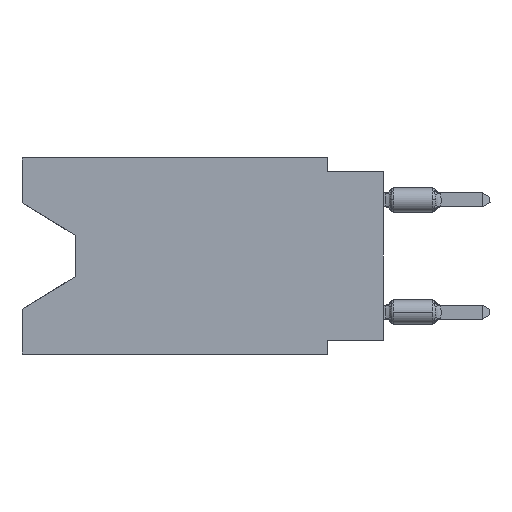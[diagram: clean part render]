
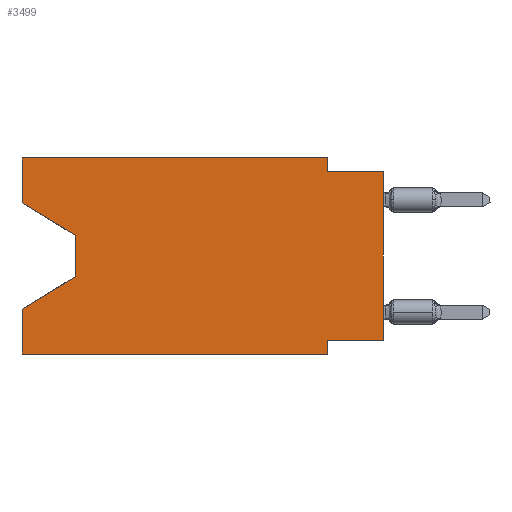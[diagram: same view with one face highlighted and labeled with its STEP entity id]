
A CAD part, left-side view. The second image highlights one B-rep face of the part: STEP entity #3499.
In plain terms, the highlighted planar face has unit normal (-1, 0, 0).
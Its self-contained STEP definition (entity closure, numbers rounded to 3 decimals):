
#1507 = CARTESIAN_POINT ( 'NONE',  ( 0., 0., -8.255 ) ) ;
#2575 = CARTESIAN_POINT ( 'NONE',  ( 0., 2.54, 0. ) ) ;
#3229 = DIRECTION ( 'NONE',  ( 0., 0., 1. ) ) ;
#3345 = VERTEX_POINT ( 'NONE', #21209 ) ;
#3499 = ADVANCED_FACE ( 'NONE', ( #30759 ), #19566, .F. ) ;
#3592 = VERTEX_POINT ( 'NONE', #9403 ) ;
#3724 = VECTOR ( 'NONE', #29768, 1000. ) ;
#3886 = ORIENTED_EDGE ( 'NONE', *, *, #14407, .F. ) ;
#3923 = ORIENTED_EDGE ( 'NONE', *, *, #33480, .F. ) ;
#4667 = DIRECTION ( 'NONE',  ( 0., 0., -1. ) ) ;
#5351 = EDGE_CURVE ( 'NONE', #21657, #10785, #25036, .T. ) ;
#5462 = AXIS2_PLACEMENT_3D ( 'NONE', #11045, #30418, #19734 ) ;
#5841 = DIRECTION ( 'NONE',  ( 0., -0.855, -0.519 ) ) ;
#6353 = EDGE_CURVE ( 'NONE', #28323, #3592, #28020, .T. ) ;
#6528 = DIRECTION ( 'NONE',  ( 0., -1., 0. ) ) ;
#7388 = CARTESIAN_POINT ( 'NONE',  ( 0., 13.97, -3.505 ) ) ;
#8305 = CARTESIAN_POINT ( 'NONE',  ( 0., 13.97, -5.385 ) ) ;
#8826 = CARTESIAN_POINT ( 'NONE',  ( 0., 0., 0. ) ) ;
#9148 = ORIENTED_EDGE ( 'NONE', *, *, #22247, .T. ) ;
#9403 = CARTESIAN_POINT ( 'NONE',  ( 0., 0., -0.635 ) ) ;
#10785 = VERTEX_POINT ( 'NONE', #31564 ) ;
#11045 = CARTESIAN_POINT ( 'NONE',  ( 0., 16.383, 0. ) ) ;
#11182 = VECTOR ( 'NONE', #13360, 1000. ) ;
#11277 = CARTESIAN_POINT ( 'NONE',  ( 0., 2.54, 0. ) ) ;
#12525 = DIRECTION ( 'NONE',  ( 0., 1., 0. ) ) ;
#12732 = VECTOR ( 'NONE', #26124, 1000. ) ;
#13132 = VERTEX_POINT ( 'NONE', #7388 ) ;
#13143 = EDGE_CURVE ( 'NONE', #32409, #35222, #26578, .T. ) ;
#13360 = DIRECTION ( 'NONE',  ( 0., -1., 0. ) ) ;
#13541 = LINE ( 'NONE', #13732, #11182 ) ;
#13732 = CARTESIAN_POINT ( 'NONE',  ( 0., 16.383, -8.89 ) ) ;
#13926 = VECTOR ( 'NONE', #25146, 1000. ) ;
#14407 = EDGE_CURVE ( 'NONE', #10785, #3592, #20656, .T. ) ;
#14435 = LINE ( 'NONE', #19702, #34230 ) ;
#14804 = DIRECTION ( 'NONE',  ( 0., 0., 1. ) ) ;
#14979 = ORIENTED_EDGE ( 'NONE', *, *, #13143, .F. ) ;
#15133 = ORIENTED_EDGE ( 'NONE', *, *, #19261, .T. ) ;
#15615 = LINE ( 'NONE', #34600, #12732 ) ;
#16089 = ORIENTED_EDGE ( 'NONE', *, *, #21565, .T. ) ;
#16621 = VERTEX_POINT ( 'NONE', #23799 ) ;
#16822 = LINE ( 'NONE', #30207, #13926 ) ;
#17421 = VERTEX_POINT ( 'NONE', #34548 ) ;
#17553 = CARTESIAN_POINT ( 'NONE',  ( 0., 16.383, -8.89 ) ) ;
#19208 = VECTOR ( 'NONE', #22329, 1000. ) ;
#19261 = EDGE_CURVE ( 'NONE', #29674, #35222, #13541, .T. ) ;
#19413 = EDGE_CURVE ( 'NONE', #29674, #3345, #14435, .T. ) ;
#19451 = CARTESIAN_POINT ( 'NONE',  ( 0., 16.383, 0. ) ) ;
#19566 = PLANE ( 'NONE',  #5462 ) ;
#19702 = CARTESIAN_POINT ( 'NONE',  ( 0., 16.383, 0. ) ) ;
#19734 = DIRECTION ( 'NONE',  ( 0., 0., -1. ) ) ;
#19937 = CARTESIAN_POINT ( 'NONE',  ( 0., 0., -0.635 ) ) ;
#20656 = LINE ( 'NONE', #19937, #31418 ) ;
#20853 = VECTOR ( 'NONE', #12525, 1000. ) ;
#21203 = VECTOR ( 'NONE', #5841, 1000. ) ;
#21209 = CARTESIAN_POINT ( 'NONE',  ( 0., 16.383, -6.852 ) ) ;
#21565 = EDGE_CURVE ( 'NONE', #13132, #24891, #15615, .T. ) ;
#21657 = VERTEX_POINT ( 'NONE', #2575 ) ;
#21850 = VECTOR ( 'NONE', #28985, 1000. ) ;
#22247 = EDGE_CURVE ( 'NONE', #24891, #3345, #16822, .T. ) ;
#22329 = DIRECTION ( 'NONE',  ( 0., 0., -1. ) ) ;
#22704 = ORIENTED_EDGE ( 'NONE', *, *, #30301, .T. ) ;
#22754 = CARTESIAN_POINT ( 'NONE',  ( 0., 2.54, -8.255 ) ) ;
#23799 = CARTESIAN_POINT ( 'NONE',  ( 0., 16.383, 0. ) ) ;
#24891 = VERTEX_POINT ( 'NONE', #8305 ) ;
#25036 = LINE ( 'NONE', #11277, #19208 ) ;
#25052 = EDGE_CURVE ( 'NONE', #16621, #21657, #27062, .T. ) ;
#25146 = DIRECTION ( 'NONE',  ( 0., 0.855, -0.519 ) ) ;
#25263 = CARTESIAN_POINT ( 'NONE',  ( 0., 16.383, 0. ) ) ;
#26124 = DIRECTION ( 'NONE',  ( 0., 0., -1. ) ) ;
#26303 = LINE ( 'NONE', #1507, #20853 ) ;
#26578 = LINE ( 'NONE', #34685, #29279 ) ;
#27062 = LINE ( 'NONE', #19451, #3724 ) ;
#27285 = EDGE_LOOP ( 'NONE', ( #22704, #16089, #9148, #34162, #15133, #14979, #3923, #34582, #3886, #30464, #31094, #30856 ) ) ;
#28020 = LINE ( 'NONE', #8826, #34242 ) ;
#28323 = VERTEX_POINT ( 'NONE', #30011 ) ;
#28985 = DIRECTION ( 'NONE',  ( 0., 0., 1. ) ) ;
#29279 = VECTOR ( 'NONE', #4667, 1000. ) ;
#29674 = VERTEX_POINT ( 'NONE', #17553 ) ;
#29768 = DIRECTION ( 'NONE',  ( 0., -1., 0. ) ) ;
#30011 = CARTESIAN_POINT ( 'NONE',  ( 0., 0., -8.255 ) ) ;
#30207 = CARTESIAN_POINT ( 'NONE',  ( 0., 13.97, -5.385 ) ) ;
#30301 = EDGE_CURVE ( 'NONE', #17421, #13132, #35679, .T. ) ;
#30418 = DIRECTION ( 'NONE',  ( 1., 0., 0. ) ) ;
#30460 = CARTESIAN_POINT ( 'NONE',  ( 0., 16.383, -2.038 ) ) ;
#30464 = ORIENTED_EDGE ( 'NONE', *, *, #5351, .F. ) ;
#30759 = FACE_OUTER_BOUND ( 'NONE', #27285, .T. ) ;
#30856 = ORIENTED_EDGE ( 'NONE', *, *, #31698, .F. ) ;
#31094 = ORIENTED_EDGE ( 'NONE', *, *, #25052, .F. ) ;
#31418 = VECTOR ( 'NONE', #6528, 1000. ) ;
#31564 = CARTESIAN_POINT ( 'NONE',  ( 0., 2.54, -0.635 ) ) ;
#31698 = EDGE_CURVE ( 'NONE', #17421, #16621, #34401, .T. ) ;
#32409 = VERTEX_POINT ( 'NONE', #22754 ) ;
#33480 = EDGE_CURVE ( 'NONE', #28323, #32409, #26303, .T. ) ;
#34162 = ORIENTED_EDGE ( 'NONE', *, *, #19413, .F. ) ;
#34230 = VECTOR ( 'NONE', #14804, 1000. ) ;
#34242 = VECTOR ( 'NONE', #3229, 1000. ) ;
#34401 = LINE ( 'NONE', #25263, #21850 ) ;
#34548 = CARTESIAN_POINT ( 'NONE',  ( 0., 16.383, -2.038 ) ) ;
#34582 = ORIENTED_EDGE ( 'NONE', *, *, #6353, .T. ) ;
#34600 = CARTESIAN_POINT ( 'NONE',  ( 0., 13.97, -3.505 ) ) ;
#34685 = CARTESIAN_POINT ( 'NONE',  ( 0., 2.54, -8.89 ) ) ;
#35222 = VERTEX_POINT ( 'NONE', #35564 ) ;
#35564 = CARTESIAN_POINT ( 'NONE',  ( 0., 2.54, -8.89 ) ) ;
#35679 = LINE ( 'NONE', #30460, #21203 ) ;
